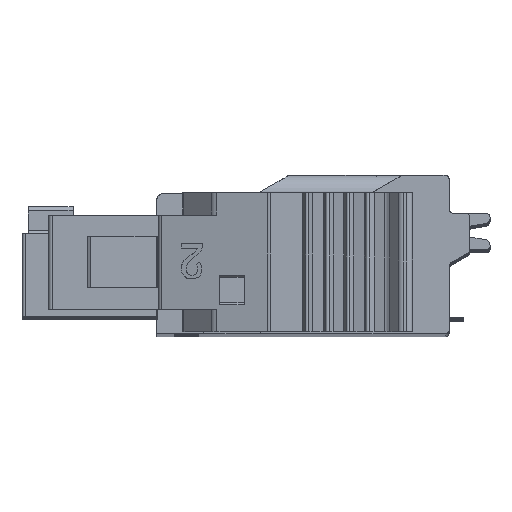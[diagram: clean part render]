
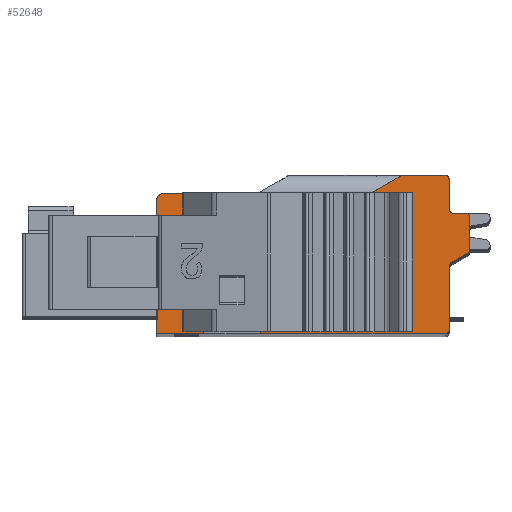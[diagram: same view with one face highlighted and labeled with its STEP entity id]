
A CAD part, top view. The second image highlights one B-rep face of the part: STEP entity #52648.
In plain terms, the highlighted planar face has unit normal (0, 0, 1).
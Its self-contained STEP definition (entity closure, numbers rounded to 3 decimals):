
#7553=DIRECTION('',(0.,-1.,0.));
#7554=VECTOR('',#7553,6.75);
#7555=CARTESIAN_POINT('',(26.932,23.438,89.775));
#7556=LINE('',#7555,#7554);
#7557=DIRECTION('',(1.,0.,0.));
#7558=VECTOR('',#7557,2.497);
#7559=CARTESIAN_POINT('',(27.901,23.438,89.775));
#7560=LINE('',#7559,#7558);
#7561=DIRECTION('',(0.866,0.5,0.));
#7562=VECTOR('',#7561,1.8);
#7563=CARTESIAN_POINT('',(30.397,23.438,89.775));
#7564=LINE('',#7563,#7562);
#7565=DIRECTION('',(1.,0.,0.));
#7566=VECTOR('',#7565,2.1);
#7567=CARTESIAN_POINT('',(31.956,24.338,89.775));
#7568=LINE('',#7567,#7566);
#7569=CARTESIAN_POINT('',(34.056,24.138,89.775));
#7570=DIRECTION('',(0.,0.,-1.));
#7571=DIRECTION('',(0.,1.,0.));
#7572=AXIS2_PLACEMENT_3D('',#7569,#7570,#7571);
#7574=DIRECTION('',(0.,-1.,0.));
#7575=VECTOR('',#7574,1.45);
#7576=CARTESIAN_POINT('',(34.256,24.138,89.775));
#7577=LINE('',#7576,#7575);
#7578=CARTESIAN_POINT('',(34.456,22.688,89.775));
#7579=DIRECTION('',(0.,0.,1.));
#7580=DIRECTION('',(-1.,0.,0.));
#7581=AXIS2_PLACEMENT_3D('',#7578,#7579,#7580);
#7583=DIRECTION('',(1.,0.,0.));
#7584=VECTOR('',#7583,0.6);
#7585=CARTESIAN_POINT('',(34.456,22.488,89.775));
#7586=LINE('',#7585,#7584);
#7587=CARTESIAN_POINT('',(35.056,22.288,89.775));
#7588=DIRECTION('',(0.,0.,-1.));
#7589=DIRECTION('',(0.,1.,0.));
#7590=AXIS2_PLACEMENT_3D('',#7587,#7588,#7589);
#7592=DIRECTION('',(0.,-1.,0.));
#7593=VECTOR('',#7592,1.585);
#7594=CARTESIAN_POINT('',(35.256,22.288,89.775));
#7595=LINE('',#7594,#7593);
#7596=CARTESIAN_POINT('',(35.056,20.703,89.775));
#7597=DIRECTION('',(0.,0.,-1.));
#7598=DIRECTION('',(1.,0.,0.));
#7599=AXIS2_PLACEMENT_3D('',#7596,#7597,#7598);
#7601=DIRECTION('',(-0.866,-0.5,0.));
#7602=VECTOR('',#7601,0.924);
#7603=CARTESIAN_POINT('',(35.156,20.53,89.775));
#7604=LINE('',#7603,#7602);
#7605=CARTESIAN_POINT('',(34.456,19.895,89.775));
#7606=DIRECTION('',(0.,0.,1.));
#7607=DIRECTION('',(-0.5,0.866,0.));
#7608=AXIS2_PLACEMENT_3D('',#7605,#7606,#7607);
#7610=DIRECTION('',(0.,-1.,0.));
#7611=VECTOR('',#7610,3.107);
#7612=CARTESIAN_POINT('',(34.256,19.895,89.775));
#7613=LINE('',#7612,#7611);
#7614=CARTESIAN_POINT('',(34.056,16.788,89.775));
#7615=DIRECTION('',(0.,0.,-1.));
#7616=DIRECTION('',(1.,0.,0.));
#7617=AXIS2_PLACEMENT_3D('',#7614,#7615,#7616);
#7619=DIRECTION('',(-1.,0.,0.));
#7620=VECTOR('',#7619,14.1);
#7621=CARTESIAN_POINT('',(34.056,16.588,89.775));
#7622=LINE('',#7621,#7620);
#7623=DIRECTION('',(0.,1.,0.));
#7624=VECTOR('',#7623,6.55);
#7625=CARTESIAN_POINT('',(19.956,16.588,89.775));
#7626=LINE('',#7625,#7624);
#7627=CARTESIAN_POINT('',(20.256,23.138,89.775));
#7628=DIRECTION('',(0.,0.,-1.));
#7629=DIRECTION('',(-1.,-0.001,0.));
#7630=AXIS2_PLACEMENT_3D('',#7627,#7628,#7629);
#7632=DIRECTION('',(1.,0.,0.));
#7633=VECTOR('',#7632,6.676);
#7634=CARTESIAN_POINT('',(20.256,23.438,89.775));
#7635=LINE('',#7634,#7633);
#7636=DIRECTION('',(0.,-1.,0.));
#7637=VECTOR('',#7636,5.73);
#7638=CARTESIAN_POINT('',(22.765,22.468,89.775));
#7639=LINE('',#7638,#7637);
#7640=DIRECTION('',(0.,1.,0.));
#7641=VECTOR('',#7640,5.73);
#7642=CARTESIAN_POINT('',(24.486,16.738,89.775));
#7643=LINE('',#7642,#7641);
#7660=DIRECTION('',(0.,-1.,0.));
#7661=VECTOR('',#7660,6.75);
#7662=CARTESIAN_POINT('',(27.901,23.438,89.775));
#7663=LINE('',#7662,#7661);
#7804=DIRECTION('',(-1.,0.,0.));
#7805=VECTOR('',#7804,0.968);
#7806=CARTESIAN_POINT('',(27.901,16.688,89.775));
#7807=LINE('',#7806,#7805);
#8421=DIRECTION('',(-1.,0.,0.));
#8422=VECTOR('',#8421,1.721);
#8423=CARTESIAN_POINT('',(24.486,16.738,89.775));
#8424=LINE('',#8423,#8422);
#8437=DIRECTION('',(1.,0.,0.));
#8438=VECTOR('',#8437,1.721);
#8439=CARTESIAN_POINT('',(22.765,22.468,89.775));
#8440=LINE('',#8439,#8438);
#33407=CARTESIAN_POINT('',(34.256,19.895,89.775));
#33408=CARTESIAN_POINT('',(34.256,16.788,89.775));
#33409=VERTEX_POINT('',#33407);
#33410=VERTEX_POINT('',#33408);
#34597=CARTESIAN_POINT('',(30.397,23.438,89.775));
#34598=VERTEX_POINT('',#34597);
#34599=CARTESIAN_POINT('',(27.901,23.438,89.775));
#34600=VERTEX_POINT('',#34599);
#34607=CARTESIAN_POINT('',(26.932,23.438,89.775));
#34608=VERTEX_POINT('',#34607);
#34609=CARTESIAN_POINT('',(20.256,23.438,89.775));
#34610=VERTEX_POINT('',#34609);
#34809=CARTESIAN_POINT('',(34.056,24.338,89.775));
#34810=VERTEX_POINT('',#34809);
#34811=CARTESIAN_POINT('',(31.956,24.338,89.775));
#34812=VERTEX_POINT('',#34811);
#35353=CARTESIAN_POINT('',(34.256,24.138,89.775));
#35354=VERTEX_POINT('',#35353);
#35377=CARTESIAN_POINT('',(34.256,22.688,89.775));
#35378=VERTEX_POINT('',#35377);
#35869=CARTESIAN_POINT('',(34.356,20.068,89.775));
#35870=VERTEX_POINT('',#35869);
#35871=CARTESIAN_POINT('',(35.156,20.53,89.775));
#35872=VERTEX_POINT('',#35871);
#35873=CARTESIAN_POINT('',(26.932,16.688,89.775));
#35874=VERTEX_POINT('',#35873);
#35875=CARTESIAN_POINT('',(27.901,16.688,89.775));
#35876=VERTEX_POINT('',#35875);
#35877=CARTESIAN_POINT('',(34.456,22.488,89.775));
#35878=VERTEX_POINT('',#35877);
#35879=CARTESIAN_POINT('',(35.056,22.488,89.775));
#35880=VERTEX_POINT('',#35879);
#35881=CARTESIAN_POINT('',(35.256,22.288,89.775));
#35882=VERTEX_POINT('',#35881);
#35883=CARTESIAN_POINT('',(35.256,20.703,89.775));
#35884=VERTEX_POINT('',#35883);
#35885=CARTESIAN_POINT('',(34.056,16.588,89.775));
#35886=VERTEX_POINT('',#35885);
#35887=CARTESIAN_POINT('',(19.956,16.588,89.775));
#35888=VERTEX_POINT('',#35887);
#35889=CARTESIAN_POINT('',(19.956,23.138,89.775));
#35890=VERTEX_POINT('',#35889);
#35891=CARTESIAN_POINT('',(22.765,22.468,89.775));
#35892=CARTESIAN_POINT('',(22.765,16.738,89.775));
#35893=VERTEX_POINT('',#35891);
#35894=VERTEX_POINT('',#35892);
#35895=CARTESIAN_POINT('',(24.486,16.738,89.775));
#35896=VERTEX_POINT('',#35895);
#35897=CARTESIAN_POINT('',(24.486,22.468,89.775));
#35898=VERTEX_POINT('',#35897);
#52599=CARTESIAN_POINT('',(26.228,21.108,89.775));
#52600=DIRECTION('',(0.,0.,1.));
#52601=DIRECTION('',(1.,0.,0.));
#52602=AXIS2_PLACEMENT_3D('',#52599,#52600,#52601);
#52603=PLANE('',#52602);
#52605=ORIENTED_EDGE('',*,*,#52604,.T.);
#52607=ORIENTED_EDGE('',*,*,#52606,.F.);
#52609=ORIENTED_EDGE('',*,*,#52608,.F.);
#52610=ORIENTED_EDGE('',*,*,#51007,.T.);
#52612=ORIENTED_EDGE('',*,*,#52611,.T.);
#52613=ORIENTED_EDGE('',*,*,#51247,.T.);
#52614=ORIENTED_EDGE('',*,*,#51895,.T.);
#52615=ORIENTED_EDGE('',*,*,#51929,.T.);
#52617=ORIENTED_EDGE('',*,*,#52616,.T.);
#52619=ORIENTED_EDGE('',*,*,#52618,.T.);
#52621=ORIENTED_EDGE('',*,*,#52620,.T.);
#52623=ORIENTED_EDGE('',*,*,#52622,.T.);
#52625=ORIENTED_EDGE('',*,*,#52624,.T.);
#52626=ORIENTED_EDGE('',*,*,#52591,.T.);
#52627=ORIENTED_EDGE('',*,*,#52580,.T.);
#52628=ORIENTED_EDGE('',*,*,#42914,.T.);
#52629=ORIENTED_EDGE('',*,*,#49099,.T.);
#52630=ORIENTED_EDGE('',*,*,#49117,.T.);
#52632=ORIENTED_EDGE('',*,*,#52631,.T.);
#52634=ORIENTED_EDGE('',*,*,#52633,.T.);
#52635=ORIENTED_EDGE('',*,*,#51017,.T.);
#52636=EDGE_LOOP('',(#52605,#52607,#52609,#52610,#52612,#52613,#52614,#52615,
#52617,#52619,#52621,#52623,#52625,#52626,#52627,#52628,#52629,#52630,#52632,
#52634,#52635));
#52637=FACE_OUTER_BOUND('',#52636,.F.);
#52639=ORIENTED_EDGE('',*,*,#52638,.T.);
#52641=ORIENTED_EDGE('',*,*,#52640,.F.);
#52643=ORIENTED_EDGE('',*,*,#52642,.T.);
#52645=ORIENTED_EDGE('',*,*,#52644,.F.);
#52646=EDGE_LOOP('',(#52639,#52641,#52643,#52645));
#52647=FACE_BOUND('',#52646,.F.);
#7573=CIRCLE('',#7572,0.2);
#7582=CIRCLE('',#7581,0.2);
#7591=CIRCLE('',#7590,0.2);
#7600=CIRCLE('',#7599,0.2);
#7609=CIRCLE('',#7608,0.2);
#7618=CIRCLE('',#7617,0.2);
#7631=CIRCLE('',#7630,0.3);
#42914=EDGE_CURVE('',#33409,#33410,#7613,.T.);
#49099=EDGE_CURVE('',#33410,#35886,#7618,.T.);
#49117=EDGE_CURVE('',#35886,#35888,#7622,.T.);
#51007=EDGE_CURVE('',#34600,#34598,#7560,.T.);
#51017=EDGE_CURVE('',#34610,#34608,#7635,.T.);
#51247=EDGE_CURVE('',#34812,#34810,#7568,.T.);
#51895=EDGE_CURVE('',#34810,#35354,#7573,.T.);
#51929=EDGE_CURVE('',#35354,#35378,#7577,.T.);
#52580=EDGE_CURVE('',#35870,#33409,#7609,.T.);
#52591=EDGE_CURVE('',#35872,#35870,#7604,.T.);
#52604=EDGE_CURVE('',#34608,#35874,#7556,.T.);
#52606=EDGE_CURVE('',#35876,#35874,#7807,.T.);
#52608=EDGE_CURVE('',#34600,#35876,#7663,.T.);
#52611=EDGE_CURVE('',#34598,#34812,#7564,.T.);
#52616=EDGE_CURVE('',#35378,#35878,#7582,.T.);
#52618=EDGE_CURVE('',#35878,#35880,#7586,.T.);
#52620=EDGE_CURVE('',#35880,#35882,#7591,.T.);
#52622=EDGE_CURVE('',#35882,#35884,#7595,.T.);
#52624=EDGE_CURVE('',#35884,#35872,#7600,.T.);
#52631=EDGE_CURVE('',#35888,#35890,#7626,.T.);
#52633=EDGE_CURVE('',#35890,#34610,#7631,.T.);
#52638=EDGE_CURVE('',#35893,#35894,#7639,.T.);
#52640=EDGE_CURVE('',#35896,#35894,#8424,.T.);
#52642=EDGE_CURVE('',#35896,#35898,#7643,.T.);
#52644=EDGE_CURVE('',#35893,#35898,#8440,.T.);
#52648=ADVANCED_FACE('',(#52637,#52647),#52603,.T.);
